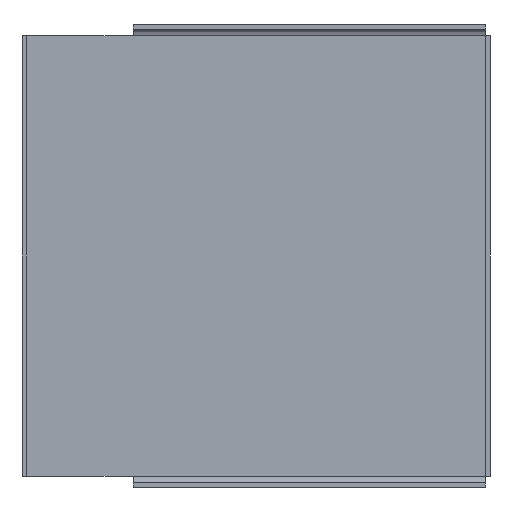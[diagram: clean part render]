
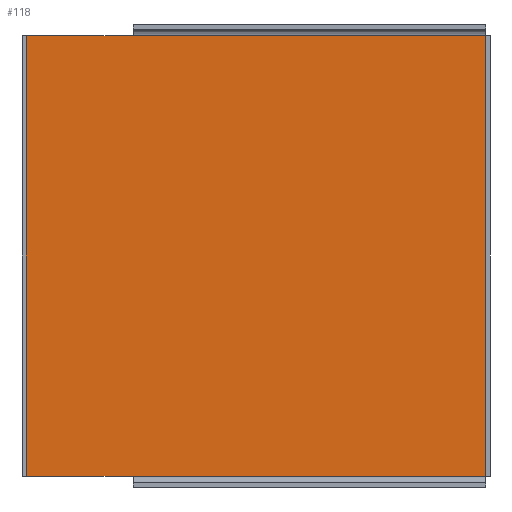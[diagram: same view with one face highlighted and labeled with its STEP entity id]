
A CAD part, left-side view. The second image highlights one B-rep face of the part: STEP entity #118.
In plain terms, the highlighted planar face has unit normal (-1, 0, 0).
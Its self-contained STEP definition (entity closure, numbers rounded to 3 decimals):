
#7 = CARTESIAN_POINT ( 'NONE',  ( -0.8, 0.8, -40. ) ) ;
#118 = ADVANCED_FACE ( 'NONE', ( #1020 ), #1514, .F. ) ;
#160 = CARTESIAN_POINT ( 'NONE',  ( -0.8, 0.8, 40. ) ) ;
#176 = CARTESIAN_POINT ( 'NONE',  ( -0.8, 84.2, 40. ) ) ;
#179 = CARTESIAN_POINT ( 'NONE',  ( -0.8, 64.8, -40. ) ) ;
#197 = CARTESIAN_POINT ( 'NONE',  ( -0.8, 84.2, -40. ) ) ;
#198 = CARTESIAN_POINT ( 'NONE',  ( -0.8, 64.8, 40. ) ) ;
#239 = VECTOR ( 'NONE', #1294, 1000. ) ;
#248 = VECTOR ( 'NONE', #1299, 1000. ) ;
#288 = LINE ( 'NONE', #1322, #239 ) ;
#318 = LINE ( 'NONE', #1594, #248 ) ;
#419 = VECTOR ( 'NONE', #602, 1000. ) ;
#441 = VECTOR ( 'NONE', #607, 1000. ) ;
#442 = LINE ( 'NONE', #621, #441 ) ;
#445 = VECTOR ( 'NONE', #619, 1000. ) ;
#446 = LINE ( 'NONE', #616, #445 ) ;
#480 = VECTOR ( 'NONE', #635, 1000. ) ;
#496 = LINE ( 'NONE', #605, #419 ) ;
#499 = LINE ( 'NONE', #630, #480 ) ;
#540 = EDGE_CURVE ( 'NONE', #1132, #927, #318, .T. ) ;
#541 = EDGE_CURVE ( 'NONE', #927, #1161, #288, .T. ) ;
#602 = DIRECTION ( 'NONE',  ( 0., -1., 0. ) ) ;
#605 = CARTESIAN_POINT ( 'NONE',  ( -0.8, 64.8, 40. ) ) ;
#607 = DIRECTION ( 'NONE',  ( 0., -1., 0. ) ) ;
#616 = CARTESIAN_POINT ( 'NONE',  ( -0.8, 85., 40. ) ) ;
#619 = DIRECTION ( 'NONE',  ( 0., -1., 0. ) ) ;
#621 = CARTESIAN_POINT ( 'NONE',  ( -0.8, 85., -40. ) ) ;
#630 = CARTESIAN_POINT ( 'NONE',  ( -0.8, 84.2, 40. ) ) ;
#635 = DIRECTION ( 'NONE',  ( 0., 0., -1. ) ) ;
#641 = AXIS2_PLACEMENT_3D ( 'NONE', #1397, #1402, #1401 ) ;
#794 = EDGE_CURVE ( 'NONE', #1125, #1061, #446, .T. ) ;
#796 = EDGE_CURVE ( 'NONE', #1154, #1161, #442, .T. ) ;
#808 = EDGE_CURVE ( 'NONE', #1125, #1154, #499, .T. ) ;
#812 = EDGE_CURVE ( 'NONE', #1061, #1132, #496, .T. ) ;
#915 = ORIENTED_EDGE ( 'NONE', *, *, #794, .F. ) ;
#927 = VERTEX_POINT ( 'NONE', #7 ) ;
#989 = ORIENTED_EDGE ( 'NONE', *, *, #812, .F. ) ;
#1020 = FACE_OUTER_BOUND ( 'NONE', #1071, .T. ) ;
#1031 = ORIENTED_EDGE ( 'NONE', *, *, #540, .F. ) ;
#1061 = VERTEX_POINT ( 'NONE', #198 ) ;
#1071 = EDGE_LOOP ( 'NONE', ( #1104, #1210, #1031, #989, #915, #1222 ) ) ;
#1104 = ORIENTED_EDGE ( 'NONE', *, *, #796, .T. ) ;
#1125 = VERTEX_POINT ( 'NONE', #176 ) ;
#1132 = VERTEX_POINT ( 'NONE', #160 ) ;
#1154 = VERTEX_POINT ( 'NONE', #197 ) ;
#1161 = VERTEX_POINT ( 'NONE', #179 ) ;
#1210 = ORIENTED_EDGE ( 'NONE', *, *, #541, .F. ) ;
#1222 = ORIENTED_EDGE ( 'NONE', *, *, #808, .T. ) ;
#1294 = DIRECTION ( 'NONE',  ( 0., 1., 0. ) ) ;
#1299 = DIRECTION ( 'NONE',  ( 0., 0., -1. ) ) ;
#1322 = CARTESIAN_POINT ( 'NONE',  ( -0.8, 0.8, -40. ) ) ;
#1397 = CARTESIAN_POINT ( 'NONE',  ( -0.8, 85., 40. ) ) ;
#1401 = DIRECTION ( 'NONE',  ( 0., 1., 0. ) ) ;
#1402 = DIRECTION ( 'NONE',  ( 1., 0., 0. ) ) ;
#1514 = PLANE ( 'NONE',  #641 ) ;
#1594 = CARTESIAN_POINT ( 'NONE',  ( -0.8, 0.8, 40. ) ) ;
